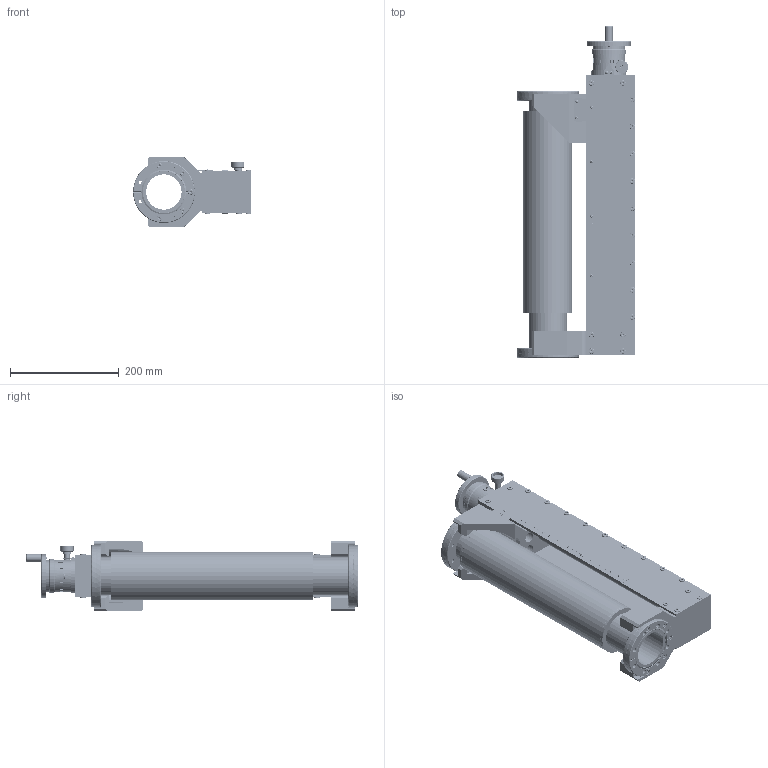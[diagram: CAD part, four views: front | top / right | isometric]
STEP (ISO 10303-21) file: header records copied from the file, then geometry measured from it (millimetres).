
FILE_DESCRIPTION (( 'STEP AP214' ), '1' );
FILE_NAME ('420MZA063-300.stp', '2017-04-28T08:21:17', ( '' ), ( '' ), 'SwSTEP 2.0', 'SolidWorks 2015', '' );
FILE_SCHEMA (( 'AUTOMOTIVE_DESIGN' ));
Length unit declared in the file: millimetre
Products named in the file (1): 420MZA063-300
Bounding box: 216.75 x 609.8 x 128 mm (x, y, z)
Volume: 3825669 mm3; surface area: 925063 mm2
Topology: 91 solids, 101 shells, 5290 faces, 13609 edges, 8611 vertices
Faces by surface type: plane 3010, cylinder 1059, bspline 669, cone 552
Entity records: 245516 total; most frequent: CARTESIAN_POINT 60319, ORIENTED_EDGE 26614, DIRECTION 25194, EDGE_CURVE 13307, VERTEX_POINT 8611, AXIS2_PLACEMENT_3D 8480, LINE 8234, VECTOR 8234
